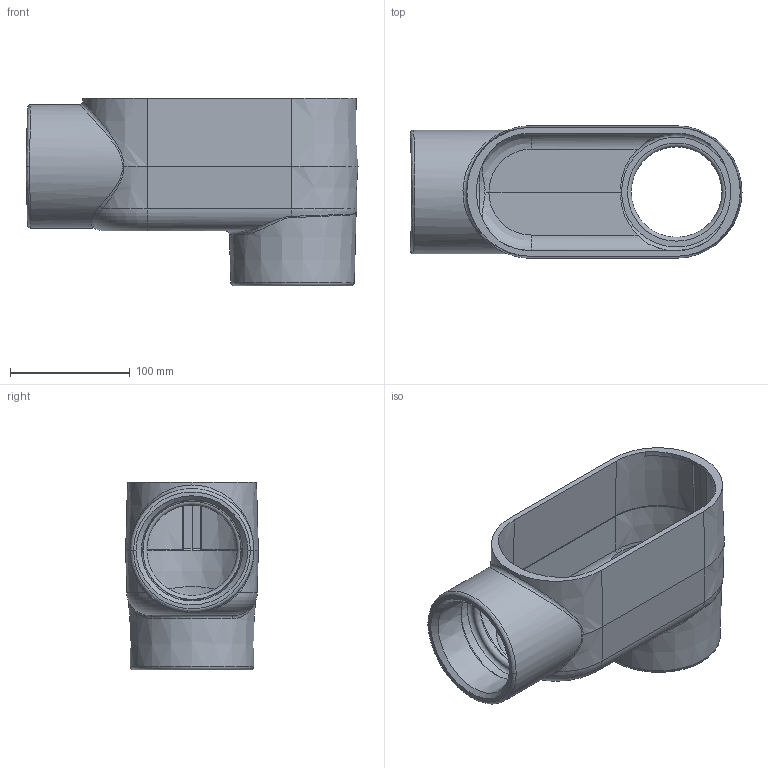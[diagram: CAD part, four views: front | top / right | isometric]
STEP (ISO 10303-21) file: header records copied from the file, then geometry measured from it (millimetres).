
FILE_DESCRIPTION(/* description */ (''),/* implementation_level */ '2;1');
FILE_NAME(/* name */ 'KIL_LB87.stp',/* time_stamp */ '2019-02-15T13:32:18+05:00',/* author */ ('avenkatesan'),/* organization */ (''),/* preprocessor_version */ 'ST-DEVELOPER v17',/* originating_system */ 'Autodesk Inventor 2018',/* authorisation */ '');
FILE_SCHEMA (('AUTOMOTIVE_DESIGN { 1 0 10303 214 3 1 1 }'));
Length unit declared in the file: inch
Products named in the file (1): 17723
Bounding box: 277.63 x 110.94 x 157.16 mm (x, y, z)
Volume: 606137.9 mm3; surface area: 206476.6 mm2
Topology: 1 solids, 1 shells, 101 faces, 259 edges, 163 vertices
Faces by surface type: plane 32, cylinder 23, cone 19, torus 14, bspline 13
Full cylindrical faces by diameter (mm): 89.179 x2, 103.175 x1
Entity records: 7257 total; most frequent: CARTESIAN_POINT 4728, ORIENTED_EDGE 518, DIRECTION 515, EDGE_CURVE 259, AXIS2_PLACEMENT_3D 219, VERTEX_POINT 163, EDGE_LOOP 108, CIRCLE 106
